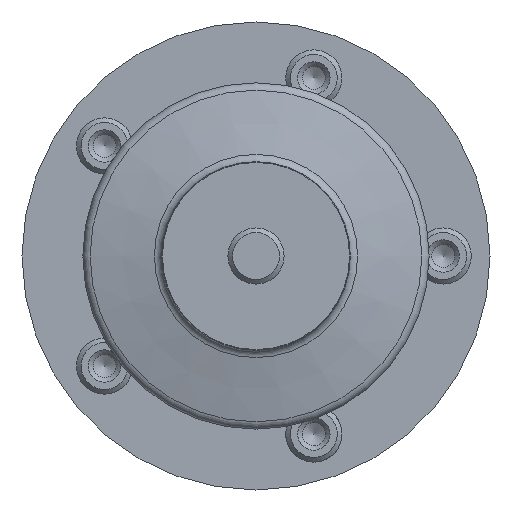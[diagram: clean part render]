
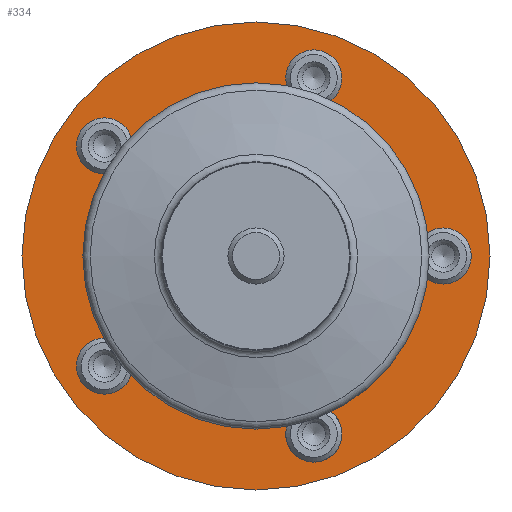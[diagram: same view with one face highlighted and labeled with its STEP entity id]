
A CAD part, left-side view. The second image highlights one B-rep face of the part: STEP entity #334.
In plain terms, the highlighted planar face has unit normal (-1, 0, 0).
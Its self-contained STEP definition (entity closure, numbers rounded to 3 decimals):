
#334=ADVANCED_FACE('',(#1612,#1614,#1616,#1618,#1620,#1622,#1624),#1626,.T.);
#1612=FACE_BOUND('',#1613,.T.);
#1613=EDGE_LOOP('',(#2882));
#1614=FACE_BOUND('',#1615,.T.);
#1615=EDGE_LOOP('',(#2883));
#1616=FACE_BOUND('',#1617,.T.);
#1617=EDGE_LOOP('',(#2884));
#1618=FACE_BOUND('',#1619,.T.);
#1619=EDGE_LOOP('',(#2885));
#1620=FACE_BOUND('',#1621,.T.);
#1621=EDGE_LOOP('',(#2886));
#1622=FACE_BOUND('',#1623,.T.);
#1623=EDGE_LOOP('',(#2887));
#1624=FACE_BOUND('',#1625,.T.);
#1625=EDGE_LOOP('',(#2888));
#1626=PLANE('',#1627);
#1627=AXIS2_PLACEMENT_3D('',#1628,#1629,#1630);
#1628=CARTESIAN_POINT('',(-157.,0.,0.));
#1629=DIRECTION('',(-1.,0.,0.));
#1630=DIRECTION('',(0.,-1.,0.));
#2882=ORIENTED_EDGE('',*,*,#3162,.T.);
#2883=ORIENTED_EDGE('',*,*,#3163,.T.);
#2884=ORIENTED_EDGE('',*,*,#3164,.T.);
#2885=ORIENTED_EDGE('',*,*,#3165,.T.);
#2886=ORIENTED_EDGE('',*,*,#3166,.T.);
#2887=ORIENTED_EDGE('',*,*,#3167,.T.);
#2888=ORIENTED_EDGE('',*,*,#3168,.F.);
#3162=EDGE_CURVE('',#3302,#3302,#3303,.T.);
#3163=EDGE_CURVE('',#3304,#3304,#3305,.F.);
#3164=EDGE_CURVE('',#3306,#3306,#3307,.F.);
#3165=EDGE_CURVE('',#3308,#3308,#3309,.F.);
#3166=EDGE_CURVE('',#3310,#3310,#3311,.F.);
#3167=EDGE_CURVE('',#3312,#3312,#3313,.F.);
#3168=EDGE_CURVE('',#3314,#3314,#3315,.T.);
#3302=VERTEX_POINT('',#3582);
#3303=CIRCLE('',#3583,50.);
#3304=VERTEX_POINT('',#3587);
#3305=CIRCLE('',#3588,6.);
#3306=VERTEX_POINT('',#3592);
#3307=CIRCLE('',#3593,6.);
#3308=VERTEX_POINT('',#3597);
#3309=CIRCLE('',#3598,6.);
#3310=VERTEX_POINT('',#3602);
#3311=CIRCLE('',#3603,6.);
#3312=VERTEX_POINT('',#3607);
#3313=CIRCLE('',#3608,6.);
#3314=VERTEX_POINT('',#3612);
#3315=CIRCLE('',#3613,30.);
#3582=CARTESIAN_POINT('',(-157.,-50.,0.));
#3583=AXIS2_PLACEMENT_3D('',#3584,#3585,#3586);
#3584=CARTESIAN_POINT('',(-157.,0.,0.));
#3585=DIRECTION('',(-1.,0.,0.));
#3586=DIRECTION('',(0.,-1.,0.));
#3587=CARTESIAN_POINT('',(-157.,-12.361,32.042));
#3588=AXIS2_PLACEMENT_3D('',#3589,#3590,#3591);
#3589=CARTESIAN_POINT('',(-157.,-12.361,38.042));
#3590=DIRECTION('',(-1.,0.,0.));
#3591=DIRECTION('',(0.,-0.,-1.));
#3592=CARTESIAN_POINT('',(-157.,-40.,-6.));
#3593=AXIS2_PLACEMENT_3D('',#3594,#3595,#3596);
#3594=CARTESIAN_POINT('',(-157.,-40.,0.));
#3595=DIRECTION('',(-1.,0.,0.));
#3596=DIRECTION('',(0.,-0.,-1.));
#3597=CARTESIAN_POINT('',(-157.,-12.361,-44.042));
#3598=AXIS2_PLACEMENT_3D('',#3599,#3600,#3601);
#3599=CARTESIAN_POINT('',(-157.,-12.361,-38.042));
#3600=DIRECTION('',(-1.,0.,0.));
#3601=DIRECTION('',(0.,-0.,-1.));
#3602=CARTESIAN_POINT('',(-157.,32.361,-29.511));
#3603=AXIS2_PLACEMENT_3D('',#3604,#3605,#3606);
#3604=CARTESIAN_POINT('',(-157.,32.361,-23.511));
#3605=DIRECTION('',(-1.,0.,0.));
#3606=DIRECTION('',(0.,-0.,-1.));
#3607=CARTESIAN_POINT('',(-157.,32.361,17.511));
#3608=AXIS2_PLACEMENT_3D('',#3609,#3610,#3611);
#3609=CARTESIAN_POINT('',(-157.,32.361,23.511));
#3610=DIRECTION('',(-1.,0.,0.));
#3611=DIRECTION('',(0.,-0.,-1.));
#3612=CARTESIAN_POINT('',(-157.,-30.,0.));
#3613=AXIS2_PLACEMENT_3D('',#3614,#3615,#3616);
#3614=CARTESIAN_POINT('',(-157.,0.,0.));
#3615=DIRECTION('',(-1.,0.,0.));
#3616=DIRECTION('',(0.,-1.,0.));
